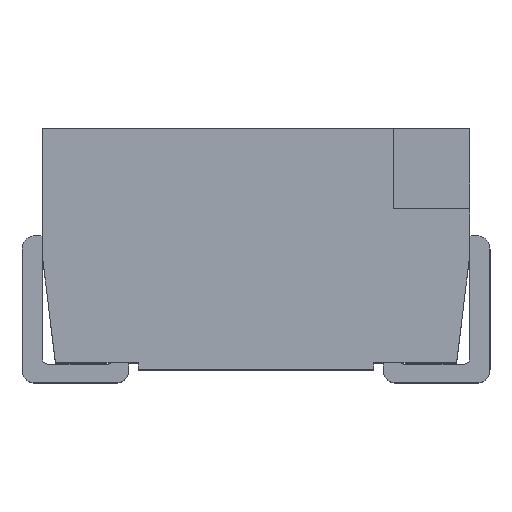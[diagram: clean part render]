
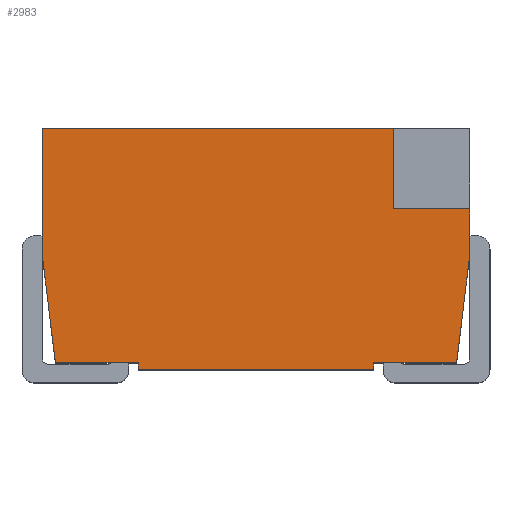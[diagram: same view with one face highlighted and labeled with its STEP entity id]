
A CAD part, top view. The second image highlights one B-rep face of the part: STEP entity #2983.
In plain terms, the highlighted planar face has unit normal (0, 0, 1).
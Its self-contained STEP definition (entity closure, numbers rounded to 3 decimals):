
#21 = CARTESIAN_POINT ( 'NONE',  ( 0., 0., 0. ) ) ;
#44 = DIRECTION ( 'NONE',  ( 0., -1., 0. ) ) ;
#49 = VERTEX_POINT ( 'NONE', #873 ) ;
#107 = LINE ( 'NONE', #475, #3441 ) ;
#164 = VERTEX_POINT ( 'NONE', #2478 ) ;
#314 = EDGE_CURVE ( 'NONE', #1060, #3072, #2853, .T. ) ;
#316 = CARTESIAN_POINT ( 'NONE',  ( 2.63, 1.15, 0. ) ) ;
#395 = EDGE_LOOP ( 'NONE', ( #3004, #3492, #2010, #684, #1143, #2262, #1875, #1513, #1594, #1288, #3402, #1519 ) ) ;
#424 = DIRECTION ( 'NONE',  ( 0., -1., 0. ) ) ;
#475 = CARTESIAN_POINT ( 'NONE',  ( 2.48, -0.05, 0. ) ) ;
#581 = CARTESIAN_POINT ( 'NONE',  ( 3.2, 0.814, 0. ) ) ;
#684 = ORIENTED_EDGE ( 'NONE', *, *, #3121, .T. ) ;
#713 = VERTEX_POINT ( 'NONE', #2421 ) ;
#775 = LINE ( 'NONE', #21, #2449 ) ;
#796 = VECTOR ( 'NONE', #1658, 1000. ) ;
#823 = CARTESIAN_POINT ( 'NONE',  ( 0., 0.814, 0. ) ) ;
#873 = CARTESIAN_POINT ( 'NONE',  ( 2.48, 0., 0. ) ) ;
#888 = EDGE_CURVE ( 'NONE', #2015, #2999, #1643, .T. ) ;
#927 = EDGE_CURVE ( 'NONE', #2999, #2333, #3435, .T. ) ;
#995 = LINE ( 'NONE', #3795, #2555 ) ;
#1048 = VECTOR ( 'NONE', #424, 1000. ) ;
#1060 = VERTEX_POINT ( 'NONE', #823 ) ;
#1143 = ORIENTED_EDGE ( 'NONE', *, *, #314, .T. ) ;
#1164 = PLANE ( 'NONE',  #2432 ) ;
#1171 = DIRECTION ( 'NONE',  ( 0., 1., 0. ) ) ;
#1263 = CARTESIAN_POINT ( 'NONE',  ( 0.72, 0., 0. ) ) ;
#1286 = LINE ( 'NONE', #3107, #2001 ) ;
#1288 = ORIENTED_EDGE ( 'NONE', *, *, #1998, .T. ) ;
#1289 = EDGE_CURVE ( 'NONE', #2122, #713, #995, .T. ) ;
#1325 = LINE ( 'NONE', #2139, #3713 ) ;
#1335 = LINE ( 'NONE', #2663, #2181 ) ;
#1348 = LINE ( 'NONE', #3989, #3620 ) ;
#1504 = DIRECTION ( 'NONE',  ( 1., 0., 0. ) ) ;
#1513 = ORIENTED_EDGE ( 'NONE', *, *, #1289, .F. ) ;
#1519 = ORIENTED_EDGE ( 'NONE', *, *, #927, .F. ) ;
#1576 = DIRECTION ( 'NONE',  ( 1., 0., 0. ) ) ;
#1594 = ORIENTED_EDGE ( 'NONE', *, *, #3782, .T. ) ;
#1635 = DIRECTION ( 'NONE',  ( 0.122, -0.993, 0. ) ) ;
#1643 = LINE ( 'NONE', #2582, #796 ) ;
#1658 = DIRECTION ( 'NONE',  ( 1., 0., 0. ) ) ;
#1808 = DIRECTION ( 'NONE',  ( 0., 0., -1. ) ) ;
#1870 = EDGE_CURVE ( 'NONE', #164, #2109, #1325, .T. ) ;
#1875 = ORIENTED_EDGE ( 'NONE', *, *, #2821, .F. ) ;
#1889 = FACE_OUTER_BOUND ( 'NONE', #395, .T. ) ;
#1998 = EDGE_CURVE ( 'NONE', #49, #2795, #1286, .T. ) ;
#2001 = VECTOR ( 'NONE', #1576, 1000. ) ;
#2010 = ORIENTED_EDGE ( 'NONE', *, *, #1870, .F. ) ;
#2015 = VERTEX_POINT ( 'NONE', #316 ) ;
#2021 = CARTESIAN_POINT ( 'NONE',  ( 3.1, 0., 0. ) ) ;
#2059 = EDGE_CURVE ( 'NONE', #3072, #2675, #775, .T. ) ;
#2109 = VERTEX_POINT ( 'NONE', #2951 ) ;
#2122 = VERTEX_POINT ( 'NONE', #3273 ) ;
#2139 = CARTESIAN_POINT ( 'NONE',  ( 0., 1.75, 0. ) ) ;
#2181 = VECTOR ( 'NONE', #2971, 1000. ) ;
#2238 = CARTESIAN_POINT ( 'NONE',  ( 0., 1.75, 0. ) ) ;
#2249 = EDGE_CURVE ( 'NONE', #2795, #2333, #1348, .T. ) ;
#2262 = ORIENTED_EDGE ( 'NONE', *, *, #2059, .T. ) ;
#2312 = CARTESIAN_POINT ( 'NONE',  ( 3.2, 1.75, 0. ) ) ;
#2333 = VERTEX_POINT ( 'NONE', #581 ) ;
#2342 = CARTESIAN_POINT ( 'NONE',  ( 2.63, 1.15, 0. ) ) ;
#2421 = CARTESIAN_POINT ( 'NONE',  ( 0.72, -0.05, 0. ) ) ;
#2432 = AXIS2_PLACEMENT_3D ( 'NONE', #3659, #1808, #3981 ) ;
#2436 = CARTESIAN_POINT ( 'NONE',  ( 3.2, 1.15, 0. ) ) ;
#2449 = VECTOR ( 'NONE', #3752, 1000. ) ;
#2478 = CARTESIAN_POINT ( 'NONE',  ( 0., 1.75, 0. ) ) ;
#2490 = CARTESIAN_POINT ( 'NONE',  ( 0., 0.814, 0. ) ) ;
#2555 = VECTOR ( 'NONE', #3490, 1000. ) ;
#2582 = CARTESIAN_POINT ( 'NONE',  ( 2.63, 1.15, 0. ) ) ;
#2663 = CARTESIAN_POINT ( 'NONE',  ( 0.72, -0.05, 0. ) ) ;
#2665 = DIRECTION ( 'NONE',  ( 0., 1., 0. ) ) ;
#2675 = VERTEX_POINT ( 'NONE', #1263 ) ;
#2758 = VECTOR ( 'NONE', #1635, 1000. ) ;
#2795 = VERTEX_POINT ( 'NONE', #2021 ) ;
#2821 = EDGE_CURVE ( 'NONE', #713, #2675, #1335, .T. ) ;
#2853 = LINE ( 'NONE', #2490, #2758 ) ;
#2951 = CARTESIAN_POINT ( 'NONE',  ( 2.63, 1.75, 0. ) ) ;
#2971 = DIRECTION ( 'NONE',  ( 0., 1., 0. ) ) ;
#2983 = ADVANCED_FACE ( 'NONE', ( #1889 ), #1164, .F. ) ;
#2985 = VECTOR ( 'NONE', #44, 1000. ) ;
#2999 = VERTEX_POINT ( 'NONE', #2436 ) ;
#3004 = ORIENTED_EDGE ( 'NONE', *, *, #888, .F. ) ;
#3072 = VERTEX_POINT ( 'NONE', #3740 ) ;
#3107 = CARTESIAN_POINT ( 'NONE',  ( 0., 0., 0. ) ) ;
#3121 = EDGE_CURVE ( 'NONE', #164, #1060, #3822, .T. ) ;
#3138 = LINE ( 'NONE', #2342, #3860 ) ;
#3273 = CARTESIAN_POINT ( 'NONE',  ( 2.48, -0.05, 0. ) ) ;
#3386 = EDGE_CURVE ( 'NONE', #2015, #2109, #3138, .T. ) ;
#3402 = ORIENTED_EDGE ( 'NONE', *, *, #2249, .T. ) ;
#3435 = LINE ( 'NONE', #2312, #1048 ) ;
#3441 = VECTOR ( 'NONE', #2665, 1000. ) ;
#3490 = DIRECTION ( 'NONE',  ( -1., 0., 0. ) ) ;
#3492 = ORIENTED_EDGE ( 'NONE', *, *, #3386, .T. ) ;
#3620 = VECTOR ( 'NONE', #3669, 1000. ) ;
#3659 = CARTESIAN_POINT ( 'NONE',  ( 0., 1.75, 0. ) ) ;
#3669 = DIRECTION ( 'NONE',  ( 0.122, 0.993, 0. ) ) ;
#3713 = VECTOR ( 'NONE', #1504, 1000. ) ;
#3740 = CARTESIAN_POINT ( 'NONE',  ( 0.1, 0., 0. ) ) ;
#3752 = DIRECTION ( 'NONE',  ( 1., 0., 0. ) ) ;
#3782 = EDGE_CURVE ( 'NONE', #2122, #49, #107, .T. ) ;
#3795 = CARTESIAN_POINT ( 'NONE',  ( 0.72, -0.05, 0. ) ) ;
#3822 = LINE ( 'NONE', #2238, #2985 ) ;
#3860 = VECTOR ( 'NONE', #1171, 1000. ) ;
#3981 = DIRECTION ( 'NONE',  ( -1., 0., 0. ) ) ;
#3989 = CARTESIAN_POINT ( 'NONE',  ( 3.2, 0.814, 0. ) ) ;
